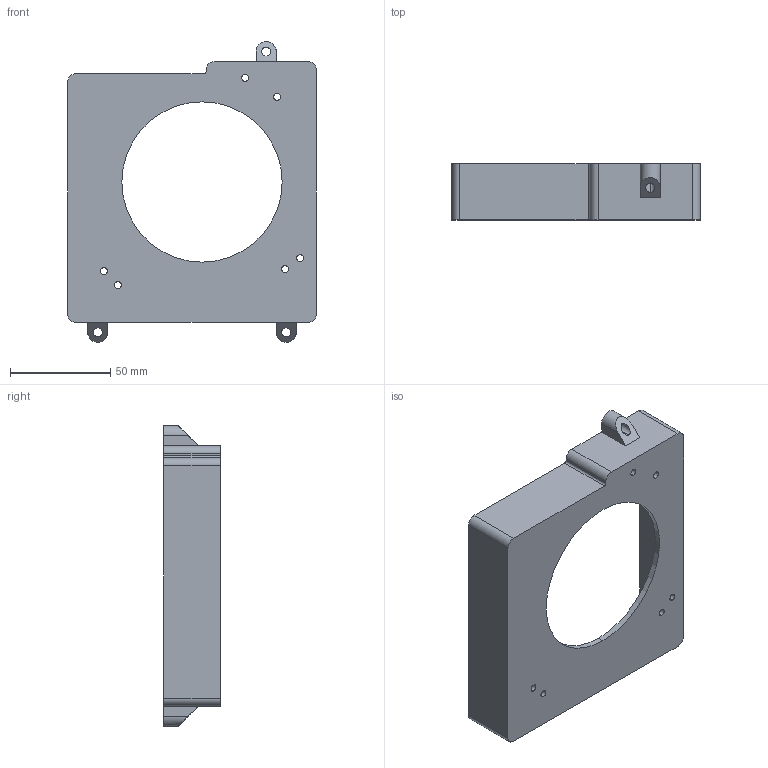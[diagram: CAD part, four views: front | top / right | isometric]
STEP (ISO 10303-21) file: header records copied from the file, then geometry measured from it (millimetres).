
FILE_DESCRIPTION (( 'STEP AP214' ), '1' );
FILE_NAME ('Filter Chamber.STEP', '2023-09-06T16:59:34', ( '' ), ( '' ), 'SwSTEP 2.0', 'SolidWorks 2023', '' );
FILE_SCHEMA (( 'AUTOMOTIVE_DESIGN' ));
Length unit declared in the file: millimetre
Products named in the file (1): Filter Chamber
Bounding box: 124 x 28 x 150 mm (x, y, z)
Volume: 70513.9 mm3; surface area: 50496.4 mm2
Topology: 1 solids, 1 shells, 87 faces, 246 edges, 164 vertices
Faces by surface type: cylinder 49, plane 38
Entity records: 2910 total; most frequent: CARTESIAN_POINT 531, DIRECTION 498, ORIENTED_EDGE 492, EDGE_CURVE 246, AXIS2_PLACEMENT_3D 175, VERTEX_POINT 164, LINE 148, VECTOR 148
